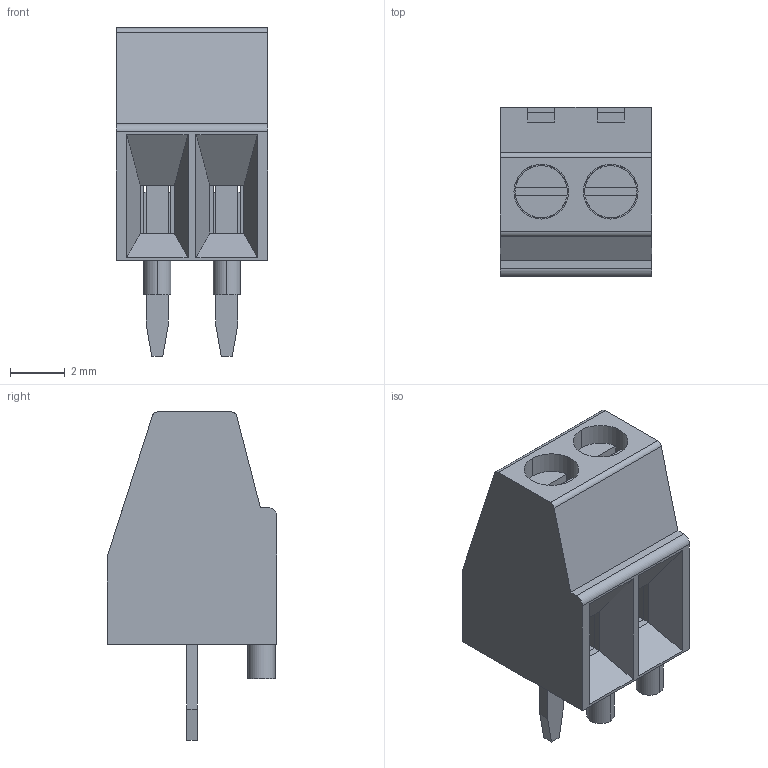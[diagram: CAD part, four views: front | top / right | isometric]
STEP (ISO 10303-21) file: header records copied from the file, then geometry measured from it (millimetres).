
FILE_DESCRIPTION(('FreeCAD Model'),'2;1');
FILE_NAME('conn_phoenix_MPT.step','2018-03-15T22:14:43',('kicad StepUp'),('ksu MCAD'), 'Open CASCADE STEP processor 6.8','FreeCAD','Unknown');
FILE_SCHEMA(('AUTOMOTIVE_DESIGN_CC2 { 1 2 10303 214 -1 1 5 4 }'));
Length unit declared in the file: millimetre
Products named in the file (1): conn_phoenix_MPT
Bounding box: 5.54 x 6.2 x 12 mm (x, y, z)
Volume: 175.9 mm3; surface area: 526.8 mm2
Topology: 1 solids, 1 shells, 164 faces, 466 edges, 304 vertices
Faces by surface type: plane 127, cylinder 37
Entity records: 6489 total; most frequent: CARTESIAN_POINT 935, ORIENTED_EDGE 932, DIRECTION 894, EDGE_CURVE 466, LINE 368, VECTOR 368, VERTEX_POINT 304, AXIS2_PLACEMENT_3D 263
